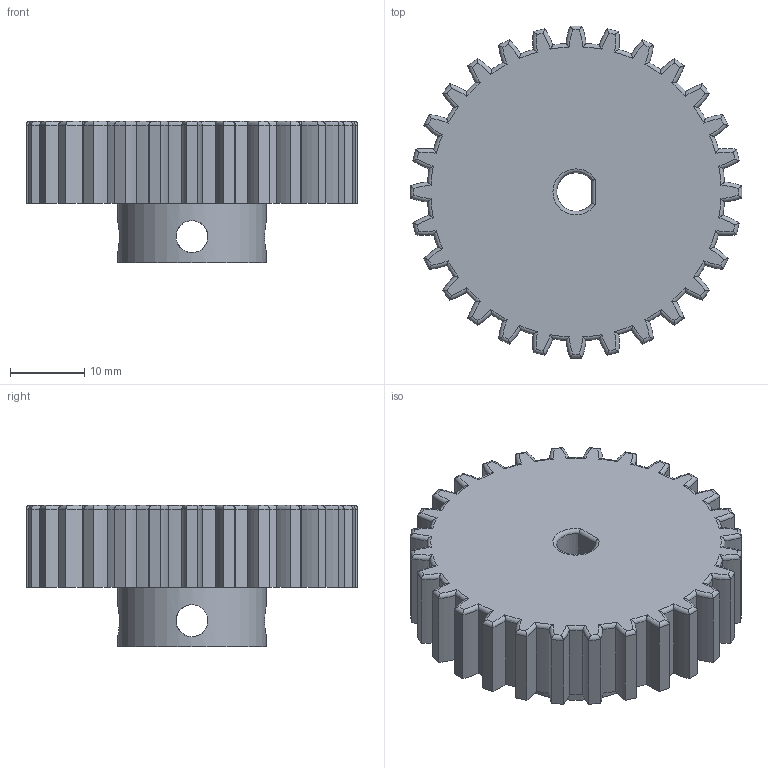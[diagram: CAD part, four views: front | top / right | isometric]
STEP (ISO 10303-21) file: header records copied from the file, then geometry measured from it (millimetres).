
FILE_DESCRIPTION(/* description */ (''),/* implementation_level */ '2;1');
FILE_NAME(/* name */ '02_Z_Gear_Wheel.stp',/* time_stamp */ '2024-06-04T16:05:58+02:00',/* author */ ('JN'),/* organization */ (''),/* preprocessor_version */ 'ST-DEVELOPER v18.1',/* originating_system */ 'Autodesk Inventor 2022',/* authorisation */ '');
FILE_SCHEMA (('AUTOMOTIVE_DESIGN { 1 0 10303 214 3 1 1 }'));
Length unit declared in the file: millimetre
Products named in the file (1): gearwheel2
Bounding box: 44.6 x 44.6 x 19 mm (x, y, z)
Volume: 17099.7 mm3; surface area: 6348.8 mm2
Topology: 1 solids, 1 shells, 237 faces, 604 edges, 365 vertices
Faces by surface type: cylinder 120, torus 85, plane 32
Full cylindrical faces by diameter (mm): 4.3 x4, 5.2 x1, 20 x1
Entity records: 8640 total; most frequent: CARTESIAN_POINT 2931, DIRECTION 1213, ORIENTED_EDGE 1208, EDGE_CURVE 604, AXIS2_PLACEMENT_3D 503, VERTEX_POINT 365, CIRCLE 258, EDGE_LOOP 243
